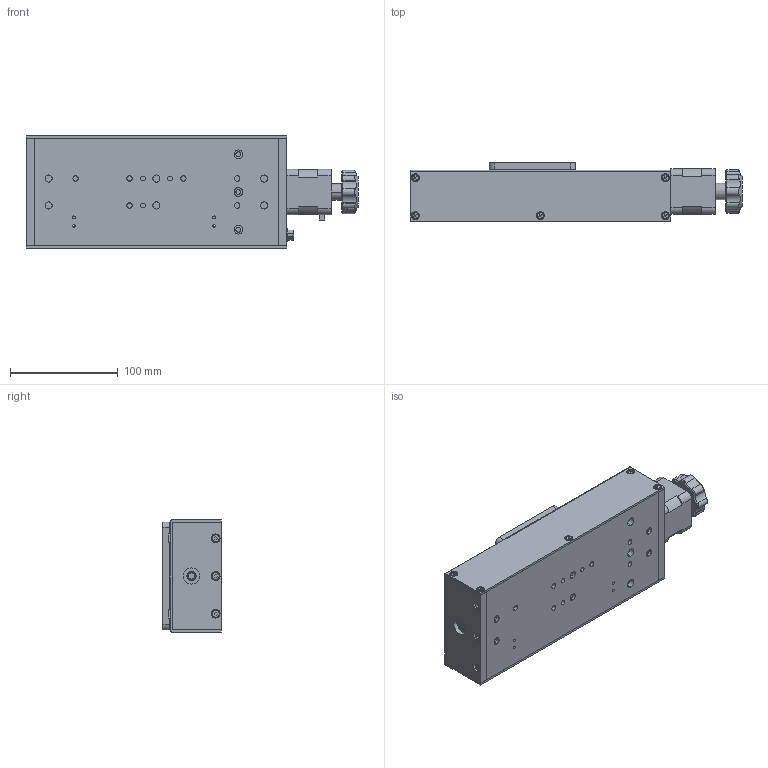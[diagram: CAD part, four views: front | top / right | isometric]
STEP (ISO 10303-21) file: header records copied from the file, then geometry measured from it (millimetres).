
FILE_DESCRIPTION (( 'STEP AP214' ), '1' );
FILE_NAME ('08UMT-100M.STEP', '2018-10-15T07:22:56', ( '' ), ( '' ), 'SwSTEP 2.0', 'SolidWorks 2016', '' );
FILE_SCHEMA (( 'AUTOMOTIVE_DESIGN' ));
Length unit declared in the file: millimetre
Products named in the file (1): 08UMT-100M
Bounding box: 308 x 54 x 104 mm (x, y, z)
Surface area: 185014.7 mm2 (no closed solid volume)
Topology: 0 solids, 46 shells, 685 faces, 2227 edges, 1579 vertices
Faces by surface type: plane 293, cylinder 257, cone 98, sphere 16, bspline 11, torus 10
Entity records: 32950 total; most frequent: CARTESIAN_POINT 5467, DIRECTION 4364, ORIENTED_EDGE 3640, EDGE_CURVE 2227, AXIS2_PLACEMENT_3D 1590, VERTEX_POINT 1579, LINE 1184, VECTOR 1184
